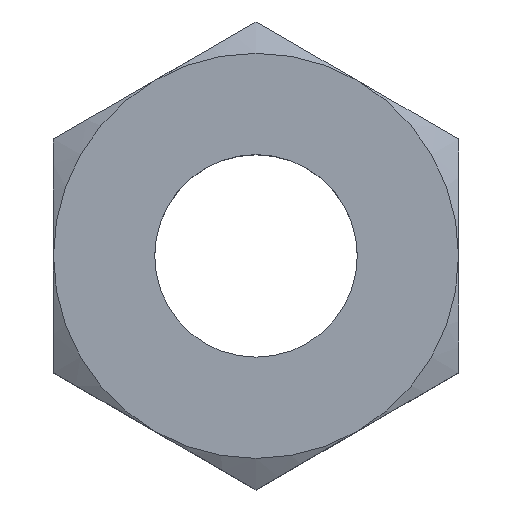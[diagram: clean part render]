
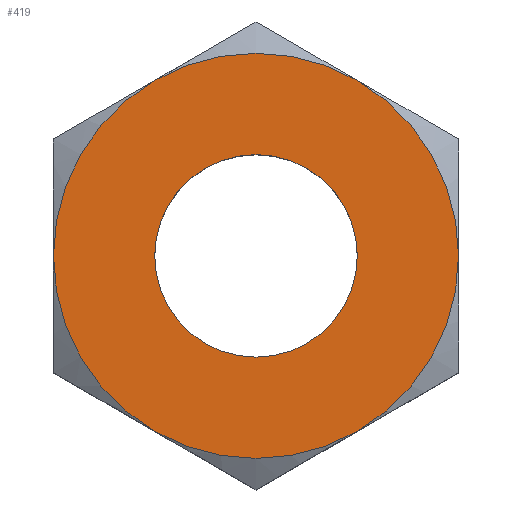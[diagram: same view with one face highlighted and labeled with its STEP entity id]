
A CAD part, top view. The second image highlights one B-rep face of the part: STEP entity #419.
In plain terms, the highlighted planar face has unit normal (0, 0, 1).
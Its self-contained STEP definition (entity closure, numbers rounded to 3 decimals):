
#4 = DIRECTION ( 'NONE',  ( -1., 0., 0. ) ) ;
#13 = CIRCLE ( 'NONE', #33, 2. ) ;
#27 = CARTESIAN_POINT ( 'NONE',  ( -1., 0., 0. ) ) ;
#31 = DIRECTION ( 'NONE',  ( 0., 0., 1. ) ) ;
#32 = CARTESIAN_POINT ( 'NONE',  ( 0., 0., 0. ) ) ;
#33 = AXIS2_PLACEMENT_3D ( 'NONE', #32, #31, #4 ) ;
#76 = DIRECTION ( 'NONE',  ( -1., 0., 0. ) ) ;
#77 = DIRECTION ( 'NONE',  ( 0., 0., -1. ) ) ;
#78 = CARTESIAN_POINT ( 'NONE',  ( 0., 0., 0. ) ) ;
#79 = AXIS2_PLACEMENT_3D ( 'NONE', #78, #77, #76 ) ;
#80 = CIRCLE ( 'NONE', #79, 2. ) ;
#81 = CARTESIAN_POINT ( 'NONE',  ( -1., 1.732, 0. ) ) ;
#82 = CARTESIAN_POINT ( 'NONE',  ( -2., 0., 0. ) ) ;
#84 = DIRECTION ( 'NONE',  ( -1., 0., 0. ) ) ;
#85 = DIRECTION ( 'NONE',  ( 0., 0., 1. ) ) ;
#86 = AXIS2_PLACEMENT_3D ( 'NONE', #107, #85, #84 ) ;
#87 = CIRCLE ( 'NONE', #86, 2. ) ;
#89 = DIRECTION ( 'NONE',  ( -1., 0., 0. ) ) ;
#90 = DIRECTION ( 'NONE',  ( 0., 0., 1. ) ) ;
#91 = CARTESIAN_POINT ( 'NONE',  ( 0., 0., 0. ) ) ;
#92 = AXIS2_PLACEMENT_3D ( 'NONE', #91, #90, #89 ) ;
#93 = CARTESIAN_POINT ( 'NONE',  ( 0., 0., 0. ) ) ;
#94 = DIRECTION ( 'NONE',  ( 0., 0., 1. ) ) ;
#95 = CARTESIAN_POINT ( 'NONE',  ( 0., 0., 0. ) ) ;
#96 = AXIS2_PLACEMENT_3D ( 'NONE', #115, #97, #118 ) ;
#97 = DIRECTION ( 'NONE',  ( 0., 0., -1. ) ) ;
#98 = DIRECTION ( 'NONE',  ( 1., 0., 0. ) ) ;
#99 = DIRECTION ( 'NONE',  ( 0., 0., 1. ) ) ;
#100 = AXIS2_PLACEMENT_3D ( 'NONE', #93, #99, #98 ) ;
#101 = AXIS2_PLACEMENT_3D ( 'NONE', #95, #94, #117 ) ;
#102 = PLANE ( 'NONE',  #96 ) ;
#104 = FACE_OUTER_BOUND ( 'NONE', #421, .T. ) ;
#107 = CARTESIAN_POINT ( 'NONE',  ( 0., 0., 0. ) ) ;
#108 = DIRECTION ( 'NONE',  ( -1., 0., 0. ) ) ;
#109 = DIRECTION ( 'NONE',  ( 0., 0., 1. ) ) ;
#113 = CARTESIAN_POINT ( 'NONE',  ( 1., 1.732, 0. ) ) ;
#114 = CIRCLE ( 'NONE', #101, 1. ) ;
#115 = CARTESIAN_POINT ( 'NONE',  ( -2., 3.464, 0. ) ) ;
#116 = CIRCLE ( 'NONE', #92, 2. ) ;
#117 = DIRECTION ( 'NONE',  ( 1., 0., 0. ) ) ;
#118 = DIRECTION ( 'NONE',  ( -1., 0., 0. ) ) ;
#119 = CARTESIAN_POINT ( 'NONE',  ( 2., 0., 0. ) ) ;
#121 = CIRCLE ( 'NONE', #100, 1. ) ;
#122 = CARTESIAN_POINT ( 'NONE',  ( 1., 0., 0. ) ) ;
#123 = CARTESIAN_POINT ( 'NONE',  ( 0., 0., 0. ) ) ;
#124 = AXIS2_PLACEMENT_3D ( 'NONE', #123, #109, #108 ) ;
#125 = CIRCLE ( 'NONE', #124, 2. ) ;
#126 = FACE_BOUND ( 'NONE', #430, .T. ) ;
#127 = CARTESIAN_POINT ( 'NONE',  ( -1., -1.732, 0. ) ) ;
#295 = ORIENTED_EDGE ( 'NONE', *, *, #427, .T. ) ;
#296 = ORIENTED_EDGE ( 'NONE', *, *, #297, .T. ) ;
#297 = EDGE_CURVE ( 'NONE', #298, #426, #554, .T. ) ;
#298 = VERTEX_POINT ( 'NONE', #539 ) ;
#301 = ORIENTED_EDGE ( 'NONE', *, *, #389, .T. ) ;
#385 = VERTEX_POINT ( 'NONE', #27 ) ;
#389 = EDGE_CURVE ( 'NONE', #414, #423, #13, .T. ) ;
#390 = ORIENTED_EDGE ( 'NONE', *, *, #437, .T. ) ;
#413 = EDGE_CURVE ( 'NONE', #414, #415, #80, .T. ) ;
#414 = VERTEX_POINT ( 'NONE', #82 ) ;
#415 = VERTEX_POINT ( 'NONE', #81 ) ;
#419 = ADVANCED_FACE ( 'NONE', ( #126, #104 ), #102, .F. ) ;
#420 = ORIENTED_EDGE ( 'NONE', *, *, #428, .F. ) ;
#421 = EDGE_LOOP ( 'NONE', ( #422, #301, #390, #296, #295, #434 ) ) ;
#422 = ORIENTED_EDGE ( 'NONE', *, *, #413, .F. ) ;
#423 = VERTEX_POINT ( 'NONE', #127 ) ;
#424 = ORIENTED_EDGE ( 'NONE', *, *, #425, .F. ) ;
#425 = EDGE_CURVE ( 'NONE', #429, #385, #114, .T. ) ;
#426 = VERTEX_POINT ( 'NONE', #119 ) ;
#427 = EDGE_CURVE ( 'NONE', #426, #433, #116, .T. ) ;
#428 = EDGE_CURVE ( 'NONE', #385, #429, #121, .T. ) ;
#429 = VERTEX_POINT ( 'NONE', #122 ) ;
#430 = EDGE_LOOP ( 'NONE', ( #424, #420 ) ) ;
#433 = VERTEX_POINT ( 'NONE', #113 ) ;
#434 = ORIENTED_EDGE ( 'NONE', *, *, #436, .T. ) ;
#436 = EDGE_CURVE ( 'NONE', #433, #415, #125, .T. ) ;
#437 = EDGE_CURVE ( 'NONE', #423, #298, #87, .T. ) ;
#539 = CARTESIAN_POINT ( 'NONE',  ( 1., -1.732, 0. ) ) ;
#554 = CIRCLE ( 'NONE', #581, 2. ) ;
#578 = DIRECTION ( 'NONE',  ( -1., 0., 0. ) ) ;
#579 = DIRECTION ( 'NONE',  ( 0., 0., 1. ) ) ;
#580 = CARTESIAN_POINT ( 'NONE',  ( 0., 0., 0. ) ) ;
#581 = AXIS2_PLACEMENT_3D ( 'NONE', #580, #579, #578 ) ;
